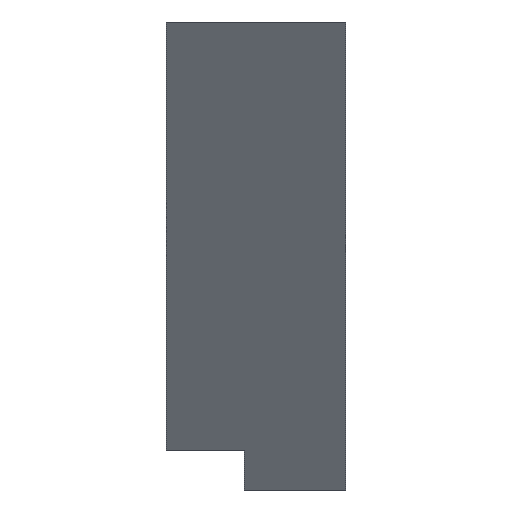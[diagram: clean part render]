
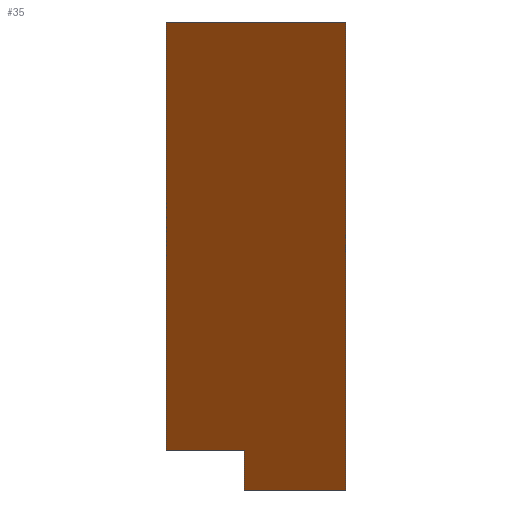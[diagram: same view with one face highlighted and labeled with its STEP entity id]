
A CAD part, left-side view. The second image highlights one B-rep face of the part: STEP entity #35.
In plain terms, the highlighted planar face has unit normal (-0.707, 0.707, 0).
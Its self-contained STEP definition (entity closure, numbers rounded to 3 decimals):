
#35=ADVANCED_FACE('',(#51),#43,.F.);
#43=PLANE('',#170);
#51=FACE_OUTER_BOUND('',#59,.T.);
#59=EDGE_LOOP('',(#72,#73,#74,#75,#76,#77));
#72=ORIENTED_EDGE('',*,*,#120,.T.);
#73=ORIENTED_EDGE('',*,*,#121,.T.);
#74=ORIENTED_EDGE('',*,*,#122,.T.);
#75=ORIENTED_EDGE('',*,*,#123,.F.);
#76=ORIENTED_EDGE('',*,*,#124,.F.);
#77=ORIENTED_EDGE('',*,*,#125,.T.);
#108=VERTEX_POINT('',#228);
#109=VERTEX_POINT('',#229);
#110=VERTEX_POINT('',#231);
#111=VERTEX_POINT('',#233);
#112=VERTEX_POINT('',#235);
#113=VERTEX_POINT('',#237);
#120=EDGE_CURVE('',#108,#109,#138,.T.);
#121=EDGE_CURVE('',#109,#110,#139,.T.);
#122=EDGE_CURVE('',#110,#111,#140,.T.);
#123=EDGE_CURVE('',#112,#111,#141,.T.);
#124=EDGE_CURVE('',#113,#112,#142,.T.);
#125=EDGE_CURVE('',#113,#108,#143,.T.);
#138=LINE('',#227,#156);
#139=LINE('',#230,#157);
#140=LINE('',#232,#158);
#141=LINE('',#234,#159);
#142=LINE('',#236,#160);
#143=LINE('',#238,#161);
#156=VECTOR('',#187,1.);
#157=VECTOR('',#188,1.);
#158=VECTOR('',#189,1.);
#159=VECTOR('',#190,1.);
#160=VECTOR('',#191,1.);
#161=VECTOR('',#192,1.);
#170=AXIS2_PLACEMENT_3D('',#239,#193,#194);
#187=DIRECTION('',(-0.707,-0.707,0.));
#188=DIRECTION('',(0.,0.,-1.));
#189=DIRECTION('',(-0.707,-0.707,0.));
#190=DIRECTION('',(0.,0.,-1.));
#191=DIRECTION('',(-0.707,-0.707,0.));
#192=DIRECTION('',(0.,0.,-1.));
#193=DIRECTION('',(0.707,-0.707,0.));
#194=DIRECTION('',(0.707,0.707,0.));
#227=CARTESIAN_POINT('',(-105.,46.,-55.));
#228=CARTESIAN_POINT('',(-105.,46.,-55.));
#229=CARTESIAN_POINT('',(-115.,36.,-55.));
#230=CARTESIAN_POINT('',(-115.,36.,-66.));
#231=CARTESIAN_POINT('',(-115.,36.,-60.));
#232=CARTESIAN_POINT('',(-115.,36.,-60.));
#233=CARTESIAN_POINT('',(-128.,23.,-60.));
#234=CARTESIAN_POINT('',(-128.,23.,0.));
#235=CARTESIAN_POINT('',(-128.,23.,0.));
#236=CARTESIAN_POINT('',(-105.,46.,0.));
#237=CARTESIAN_POINT('',(-105.,46.,0.));
#238=CARTESIAN_POINT('',(-105.,46.,0.));
#239=CARTESIAN_POINT('',(-115.,36.,0.));
